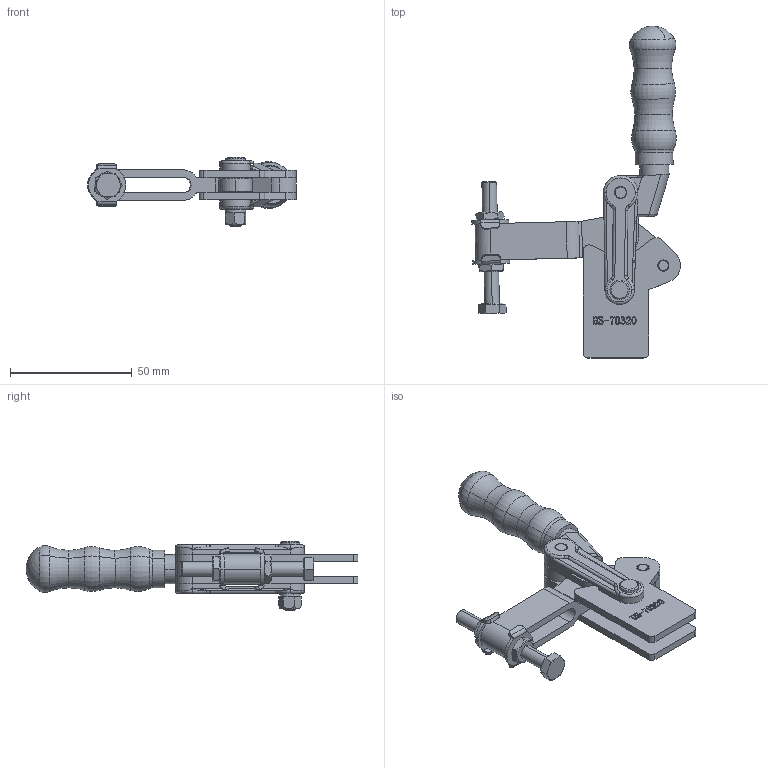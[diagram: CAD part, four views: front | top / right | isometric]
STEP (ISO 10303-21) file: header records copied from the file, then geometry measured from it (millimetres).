
FILE_DESCRIPTION (( 'STEP AP203' ), '1' );
FILE_NAME ('HS-70320 .STEP', '2019-08-27T13:07:58', ( '微软用户' ), ( '微软中国' ), 'SwSTEP 2.0', 'SolidWorks 2012', '' );
FILE_SCHEMA (( 'CONFIG_CONTROL_DESIGN' ));
Length unit declared in the file: millimetre
Products named in the file (15): HS-70320 ; FW-141; prevailing torque hex nuts2 class 9 gb_GB_HEXAGON_LOCK_TYPE5 M5-N; curved single coil spring lock washers gb_GB_FASTENER_WASHER_CSLW 5; T倛种; 路杶; hexagon head bolts-full thread gb_GB_FASTENER_BOLT_STBAB A M6X50-N; hex thin nuts-grades ab-chamfered gb_GB_FASTENER_NUT_STNAB M6-N; 揤旋; 种2; 种1; 忒梟; 忒參; 蟀裝; 菁釱
Assembly tree (19 placements, depth 2):
  HS-70320 
    菁釱
    蟀裝  x2
    忒參
    忒梟
    种1  x2
    种2
    揤旋
    hex thin nuts-grades ab-chamfered gb_GB_FASTENER_NUT_STNAB M6-N  x2
    hexagon head bolts-full thread gb_GB_FASTENER_BOLT_STBAB A M6X50-N
    路杶  x2
    T倛种
    curved single coil spring lock washers gb_GB_FASTENER_WASHER_CSLW 5
    prevailing torque hex nuts2 class 9 gb_GB_HEXAGON_LOCK_TYPE5 M5-N
    FW-141  x2
Bounding box: 85.83 x 136.49 x 28.7 mm (x, y, z)
Volume: 43532.9 mm3; surface area: 31081.1 mm2
Topology: 20 solids, 20 shells, 737 faces, 1914 edges, 1247 vertices
Faces by surface type: plane 330, cylinder 153, bspline 143, cone 69, torus 38, sphere 4
Entity records: 29703 total; most frequent: CARTESIAN_POINT 12460, ORIENTED_EDGE 3462, DIRECTION 2804, EDGE_CURVE 1731, VERTEX_POINT 1132, LINE 972, VECTOR 972, AXIS2_PLACEMENT_3D 916
